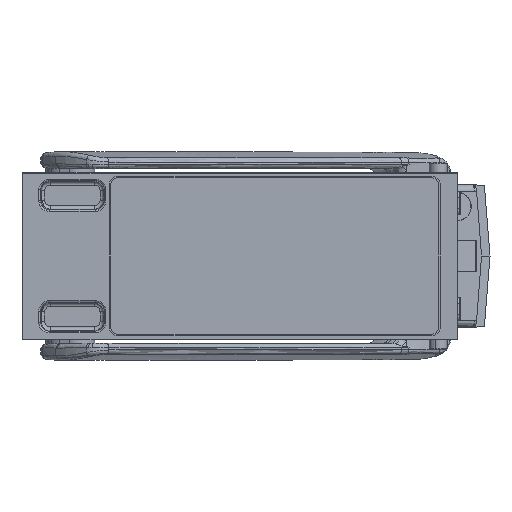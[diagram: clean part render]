
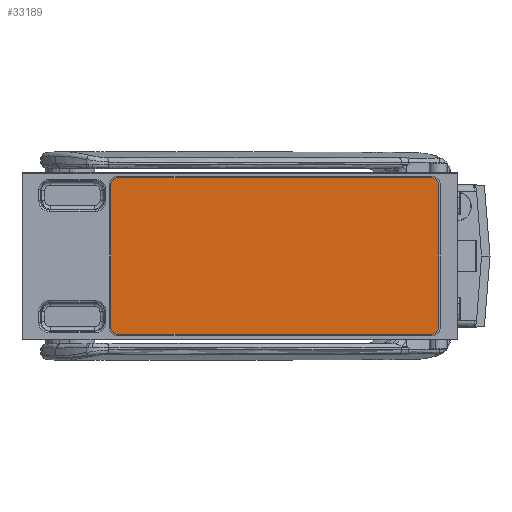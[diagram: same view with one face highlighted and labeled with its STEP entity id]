
A CAD part, front view. The second image highlights one B-rep face of the part: STEP entity #33189.
In plain terms, the highlighted planar face has unit normal (0, -1, 0).
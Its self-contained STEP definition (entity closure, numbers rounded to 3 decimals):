
#4061 = CARTESIAN_POINT ( 'NONE',  ( 112.25, -0.5, -40.25 ) ) ;
#5460 = CARTESIAN_POINT ( 'NONE',  ( -69.25, -0.5, -40.25 ) ) ;
#8979 = EDGE_CURVE ( 'NONE', #24472, #9451, #47056, .T. ) ;
#9322 = EDGE_CURVE ( 'NONE', #27639, #53373, #61954, .T. ) ;
#9451 = VERTEX_POINT ( 'NONE', #18955 ) ;
#10278 = DIRECTION ( 'NONE',  ( 0., 0., -1. ) ) ;
#10945 = VECTOR ( 'NONE', #27183, 1000. ) ;
#11313 = CIRCLE ( 'NONE', #12311, 4. ) ;
#11740 = LINE ( 'NONE', #4061, #59748 ) ;
#11926 = ORIENTED_EDGE ( 'NONE', *, *, #35059, .T. ) ;
#12006 = CARTESIAN_POINT ( 'NONE',  ( 108.25, -0.5, -40.25 ) ) ;
#12311 = AXIS2_PLACEMENT_3D ( 'NONE', #5460, #39029, #10278 ) ;
#12527 = EDGE_CURVE ( 'NONE', #49835, #27639, #33209, .T. ) ;
#13239 = AXIS2_PLACEMENT_3D ( 'NONE', #15126, #48684, #19957 ) ;
#14469 = ORIENTED_EDGE ( 'NONE', *, *, #8979, .T. ) ;
#15126 = CARTESIAN_POINT ( 'NONE',  ( 108.25, -0.5, 40.25 ) ) ;
#15987 = VECTOR ( 'NONE', #24670, 1000. ) ;
#16858 = DIRECTION ( 'NONE',  ( 0., 0., -1. ) ) ;
#18955 = CARTESIAN_POINT ( 'NONE',  ( 108.25, -0.5, -44.25 ) ) ;
#19957 = DIRECTION ( 'NONE',  ( 0., 0., -1. ) ) ;
#20583 = CARTESIAN_POINT ( 'NONE',  ( 112.25, -0.5, -40.25 ) ) ;
#20707 = CARTESIAN_POINT ( 'NONE',  ( -69.25, -0.5, -40.25 ) ) ;
#21875 = EDGE_CURVE ( 'NONE', #53373, #24472, #11313, .T. ) ;
#22399 = AXIS2_PLACEMENT_3D ( 'NONE', #12006, #45605, #16858 ) ;
#23674 = CIRCLE ( 'NONE', #22399, 4. ) ;
#24472 = VERTEX_POINT ( 'NONE', #25143 ) ;
#24670 = DIRECTION ( 'NONE',  ( -1., 0., 0. ) ) ;
#25143 = CARTESIAN_POINT ( 'NONE',  ( -69.25, -0.5, -44.25 ) ) ;
#25524 = DIRECTION ( 'NONE',  ( 0., -1., 0. ) ) ;
#26885 = CARTESIAN_POINT ( 'NONE',  ( -73.25, -0.5, 40.25 ) ) ;
#27183 = DIRECTION ( 'NONE',  ( 0., 0., -1. ) ) ;
#27639 = VERTEX_POINT ( 'NONE', #31153 ) ;
#28819 = ORIENTED_EDGE ( 'NONE', *, *, #21875, .T. ) ;
#29022 = EDGE_LOOP ( 'NONE', ( #28819, #14469, #48930, #40416, #11926, #31312, #47846, #35247 ) ) ;
#31153 = CARTESIAN_POINT ( 'NONE',  ( -73.25, -0.5, 40.25 ) ) ;
#31312 = ORIENTED_EDGE ( 'NONE', *, *, #31847, .T. ) ;
#31847 = EDGE_CURVE ( 'NONE', #48651, #49835, #41539, .T. ) ;
#32655 = DIRECTION ( 'NONE',  ( 0., 0., -1. ) ) ;
#32846 = DIRECTION ( 'NONE',  ( 0., -1., 0. ) ) ;
#32855 = DIRECTION ( 'NONE',  ( 0., 0., 1. ) ) ;
#32921 = CARTESIAN_POINT ( 'NONE',  ( -69.25, -0.5, 40.25 ) ) ;
#33189 = ADVANCED_FACE ( 'NONE', ( #42187 ), #39588, .T. ) ;
#33209 = CIRCLE ( 'NONE', #57749, 4. ) ;
#33382 = CIRCLE ( 'NONE', #13239, 4. ) ;
#35059 = EDGE_CURVE ( 'NONE', #40046, #48651, #33382, .T. ) ;
#35247 = ORIENTED_EDGE ( 'NONE', *, *, #9322, .T. ) ;
#36965 = DIRECTION ( 'NONE',  ( 1., 0., 0. ) ) ;
#37177 = CARTESIAN_POINT ( 'NONE',  ( -69.25, -0.5, -44.25 ) ) ;
#39029 = DIRECTION ( 'NONE',  ( 0., -1., 0. ) ) ;
#39588 = PLANE ( 'NONE',  #52527 ) ;
#40046 = VERTEX_POINT ( 'NONE', #56744 ) ;
#40416 = ORIENTED_EDGE ( 'NONE', *, *, #55163, .T. ) ;
#41539 = LINE ( 'NONE', #43986, #15987 ) ;
#41893 = CARTESIAN_POINT ( 'NONE',  ( -69.25, -0.5, 44.25 ) ) ;
#42187 = FACE_OUTER_BOUND ( 'NONE', #29022, .T. ) ;
#43986 = CARTESIAN_POINT ( 'NONE',  ( 108.25, -0.5, 44.25 ) ) ;
#45544 = VECTOR ( 'NONE', #36965, 1000. ) ;
#45605 = DIRECTION ( 'NONE',  ( 0., -1., 0. ) ) ;
#47056 = LINE ( 'NONE', #37177, #45544 ) ;
#47846 = ORIENTED_EDGE ( 'NONE', *, *, #12527, .T. ) ;
#48651 = VERTEX_POINT ( 'NONE', #59207 ) ;
#48684 = DIRECTION ( 'NONE',  ( 0., -1., 0. ) ) ;
#48930 = ORIENTED_EDGE ( 'NONE', *, *, #58329, .T. ) ;
#49835 = VERTEX_POINT ( 'NONE', #41893 ) ;
#52527 = AXIS2_PLACEMENT_3D ( 'NONE', #20707, #25524, #59021 ) ;
#53373 = VERTEX_POINT ( 'NONE', #53558 ) ;
#53558 = CARTESIAN_POINT ( 'NONE',  ( -73.25, -0.5, -40.25 ) ) ;
#55163 = EDGE_CURVE ( 'NONE', #56176, #40046, #11740, .T. ) ;
#56176 = VERTEX_POINT ( 'NONE', #20583 ) ;
#56744 = CARTESIAN_POINT ( 'NONE',  ( 112.25, -0.5, 40.25 ) ) ;
#57749 = AXIS2_PLACEMENT_3D ( 'NONE', #32921, #32846, #32655 ) ;
#58329 = EDGE_CURVE ( 'NONE', #9451, #56176, #23674, .T. ) ;
#59021 = DIRECTION ( 'NONE',  ( 0., 0., -1. ) ) ;
#59207 = CARTESIAN_POINT ( 'NONE',  ( 108.25, -0.5, 44.25 ) ) ;
#59748 = VECTOR ( 'NONE', #32855, 1000. ) ;
#61954 = LINE ( 'NONE', #26885, #10945 ) ;
